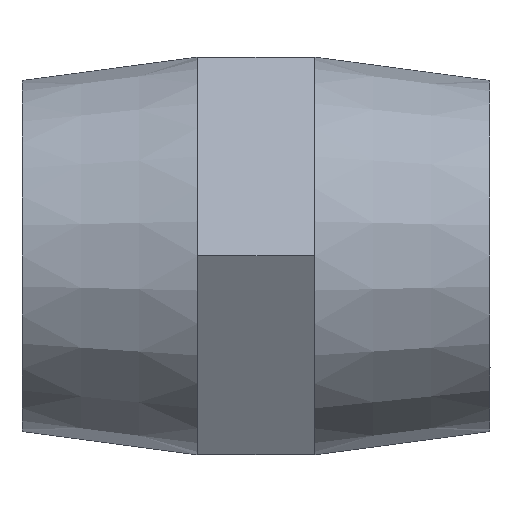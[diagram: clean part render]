
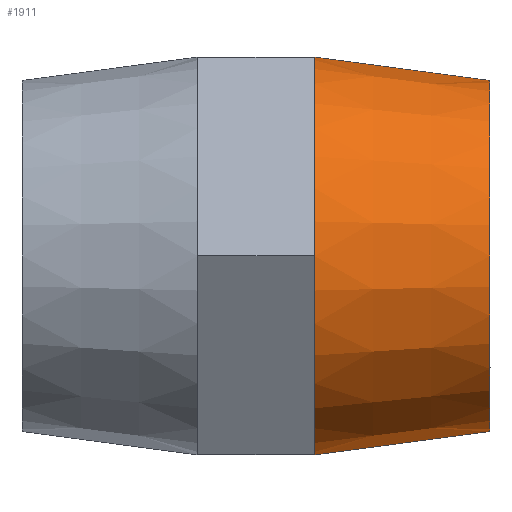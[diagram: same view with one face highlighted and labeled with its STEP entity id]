
A CAD part, left-side view. The second image highlights one B-rep face of the part: STEP entity #1911.
In plain terms, the highlighted conical face has half-angle 7.595 degrees and reference radius 8.5 mm.
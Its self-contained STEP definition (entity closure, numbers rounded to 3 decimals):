
#25 = CIRCLE ( 'NONE', #1717, 8.5 ) ;
#43 = VERTEX_POINT ( 'NONE', #3252 ) ;
#45 = CARTESIAN_POINT ( 'NONE',  ( 0., -2.5, 0. ) ) ;
#106 = AXIS2_PLACEMENT_3D ( 'NONE', #45, #571, #2707 ) ;
#314 = CARTESIAN_POINT ( 'NONE',  ( 0., -2.5, 8.5 ) ) ;
#392 = EDGE_CURVE ( 'NONE', #1380, #583, #25, .T. ) ;
#446 = VECTOR ( 'NONE', #3257, 1000. ) ;
#473 = CARTESIAN_POINT ( 'NONE',  ( -7.361, -2.5, -4.25 ) ) ;
#571 = DIRECTION ( 'NONE',  ( 0., 1., 0. ) ) ;
#583 = VERTEX_POINT ( 'NONE', #314 ) ;
#585 = CARTESIAN_POINT ( 'NONE',  ( 0., -2.5, 8.5 ) ) ;
#811 = LINE ( 'NONE', #585, #3013 ) ;
#821 = DIRECTION ( 'NONE',  ( 0., 1., 0. ) ) ;
#843 = AXIS2_PLACEMENT_3D ( 'NONE', #2084, #1746, #1141 ) ;
#886 = VERTEX_POINT ( 'NONE', #1841 ) ;
#925 = DIRECTION ( 'NONE',  ( 0., 0.991, 0.132 ) ) ;
#1096 = CARTESIAN_POINT ( 'NONE',  ( 0., -2.5, 0. ) ) ;
#1102 = EDGE_CURVE ( 'NONE', #1855, #43, #3615, .T. ) ;
#1141 = DIRECTION ( 'NONE',  ( 0., 0., 1. ) ) ;
#1347 = ORIENTED_EDGE ( 'NONE', *, *, #2330, .F. ) ;
#1348 = CARTESIAN_POINT ( 'NONE',  ( 0., -10., 0. ) ) ;
#1380 = VERTEX_POINT ( 'NONE', #2920 ) ;
#1680 = DIRECTION ( 'NONE',  ( 0., 0., 1. ) ) ;
#1717 = AXIS2_PLACEMENT_3D ( 'NONE', #3806, #821, #1680 ) ;
#1746 = DIRECTION ( 'NONE',  ( 0., 1., 0. ) ) ;
#1783 = CIRCLE ( 'NONE', #843, 8.5 ) ;
#1797 = CARTESIAN_POINT ( 'NONE',  ( 0., -10., -7.5 ) ) ;
#1841 = CARTESIAN_POINT ( 'NONE',  ( 0., -2.5, -8.5 ) ) ;
#1855 = VERTEX_POINT ( 'NONE', #1797 ) ;
#1911 = ADVANCED_FACE ( 'NONE', ( #2867 ), #2671, .T. ) ;
#1929 = DIRECTION ( 'NONE',  ( 0., 0., 1. ) ) ;
#2002 = ORIENTED_EDGE ( 'NONE', *, *, #2854, .F. ) ;
#2084 = CARTESIAN_POINT ( 'NONE',  ( 0., -2.5, 0. ) ) ;
#2212 = EDGE_CURVE ( 'NONE', #886, #2276, #3610, .T. ) ;
#2256 = DIRECTION ( 'NONE',  ( 0., 1., 0. ) ) ;
#2276 = VERTEX_POINT ( 'NONE', #473 ) ;
#2330 = EDGE_CURVE ( 'NONE', #2276, #1380, #1783, .T. ) ;
#2356 = AXIS2_PLACEMENT_3D ( 'NONE', #1348, #2256, #1929 ) ;
#2531 = ORIENTED_EDGE ( 'NONE', *, *, #1102, .T. ) ;
#2603 = ORIENTED_EDGE ( 'NONE', *, *, #3585, .T. ) ;
#2640 = ORIENTED_EDGE ( 'NONE', *, *, #2212, .F. ) ;
#2671 = CONICAL_SURFACE ( 'NONE', #106, 8.5, 0.133 ) ;
#2707 = DIRECTION ( 'NONE',  ( 0., 0., 1. ) ) ;
#2854 = EDGE_CURVE ( 'NONE', #1855, #886, #3569, .T. ) ;
#2867 = FACE_OUTER_BOUND ( 'NONE', #3741, .T. ) ;
#2919 = ORIENTED_EDGE ( 'NONE', *, *, #392, .F. ) ;
#2920 = CARTESIAN_POINT ( 'NONE',  ( -7.361, -2.5, 4.25 ) ) ;
#2984 = AXIS2_PLACEMENT_3D ( 'NONE', #1096, #3168, #3777 ) ;
#3013 = VECTOR ( 'NONE', #925, 1000. ) ;
#3069 = CARTESIAN_POINT ( 'NONE',  ( 0., -2.5, -8.5 ) ) ;
#3168 = DIRECTION ( 'NONE',  ( 0., 1., 0. ) ) ;
#3252 = CARTESIAN_POINT ( 'NONE',  ( 0., -10., 7.5 ) ) ;
#3257 = DIRECTION ( 'NONE',  ( 0., 0.991, -0.132 ) ) ;
#3569 = LINE ( 'NONE', #3069, #446 ) ;
#3585 = EDGE_CURVE ( 'NONE', #43, #583, #811, .T. ) ;
#3610 = CIRCLE ( 'NONE', #2984, 8.5 ) ;
#3615 = CIRCLE ( 'NONE', #2356, 7.5 ) ;
#3741 = EDGE_LOOP ( 'NONE', ( #2002, #2531, #2603, #2919, #1347, #2640 ) ) ;
#3777 = DIRECTION ( 'NONE',  ( 0., 0., 1. ) ) ;
#3806 = CARTESIAN_POINT ( 'NONE',  ( 0., -2.5, 0. ) ) ;
